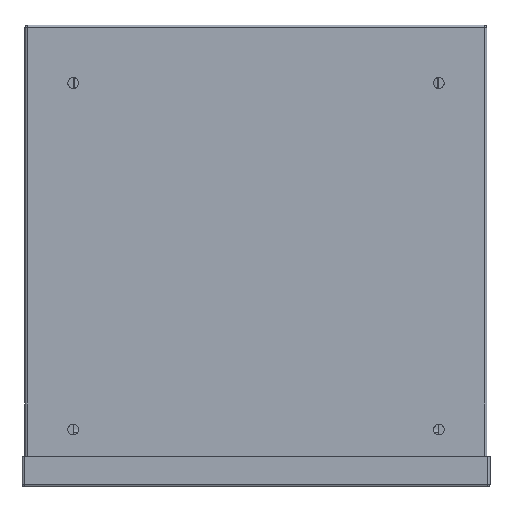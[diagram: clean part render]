
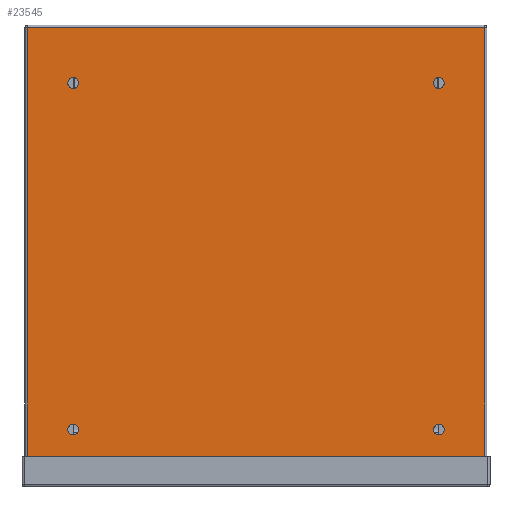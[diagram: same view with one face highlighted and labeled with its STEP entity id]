
A CAD part, front view. The second image highlights one B-rep face of the part: STEP entity #23545.
In plain terms, the highlighted planar face has unit normal (0, -1, 0).
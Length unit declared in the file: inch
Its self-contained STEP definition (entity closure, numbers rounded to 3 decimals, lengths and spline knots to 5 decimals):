
#973 = VECTOR ( 'NONE', #46481, 39.37008 ) ;
#1503 = VECTOR ( 'NONE', #5047, 39.37008 ) ;
#2232 = ORIENTED_EDGE ( 'NONE', *, *, #52218, .F. ) ;
#3244 = CARTESIAN_POINT ( 'NONE',  ( 0., 0., -5.97598 ) ) ;
#4580 = LINE ( 'NONE', #64099, #1503 ) ;
#5047 = DIRECTION ( 'NONE',  ( 0., 0., -1. ) ) ;
#5115 = DIRECTION ( 'NONE',  ( -1., 0., 0. ) ) ;
#7676 = CIRCLE ( 'NONE', #13891, 0.14055 ) ;
#8702 = CIRCLE ( 'NONE', #16394, 0.14055 ) ;
#9818 = DIRECTION ( 'NONE',  ( -1., 0., 0. ) ) ;
#12238 = EDGE_CURVE ( 'NONE', #40306, #40306, #8702, .T. ) ;
#12767 = CARTESIAN_POINT ( 'NONE',  ( -4.74803, 0., -10.50866 ) ) ;
#12880 = AXIS2_PLACEMENT_3D ( 'NONE', #19030, #33448, #5115 ) ;
#13891 = AXIS2_PLACEMENT_3D ( 'NONE', #35711, #43431, #36637 ) ;
#14770 = ORIENTED_EDGE ( 'NONE', *, *, #45841, .F. ) ;
#15163 = ORIENTED_EDGE ( 'NONE', *, *, #62863, .T. ) ;
#16394 = AXIS2_PLACEMENT_3D ( 'NONE', #29527, #93741, #22282 ) ;
#18113 = VERTEX_POINT ( 'NONE', #71858 ) ;
#19030 = CARTESIAN_POINT ( 'NONE',  ( -4.74803, 0., -1.50866 ) ) ;
#19378 = EDGE_CURVE ( 'NONE', #92975, #76230, #53690, .T. ) ;
#22282 = DIRECTION ( 'NONE',  ( -1., 0., 0. ) ) ;
#23224 = CARTESIAN_POINT ( 'NONE',  ( -5.94, 0., -11.95197 ) ) ;
#23545 = ADVANCED_FACE ( 'NONE', ( #83371, #77147, #68606, #62791, #91035 ), #76198, .T. ) ;
#26938 = CARTESIAN_POINT ( 'NONE',  ( 5.94, 0., -11.95197 ) ) ;
#29527 = CARTESIAN_POINT ( 'NONE',  ( 4.74803, 0., -10.50866 ) ) ;
#30612 = ORIENTED_EDGE ( 'NONE', *, *, #70648, .T. ) ;
#30625 = EDGE_LOOP ( 'NONE', ( #34602 ) ) ;
#31054 = VERTEX_POINT ( 'NONE', #82361 ) ;
#31570 = VECTOR ( 'NONE', #72502, 39.37008 ) ;
#31725 = VERTEX_POINT ( 'NONE', #23224 ) ;
#31847 = CARTESIAN_POINT ( 'NONE',  ( 5.94, 0., -0.06 ) ) ;
#32524 = DIRECTION ( 'NONE',  ( 0., -1., 0. ) ) ;
#33448 = DIRECTION ( 'NONE',  ( 0., -1., 0. ) ) ;
#33559 = CARTESIAN_POINT ( 'NONE',  ( 4.60748, 0., -10.50866 ) ) ;
#33580 = AXIS2_PLACEMENT_3D ( 'NONE', #12767, #92842, #86631 ) ;
#34278 = EDGE_LOOP ( 'NONE', ( #30612, #15163, #2232, #82985 ) ) ;
#34602 = ORIENTED_EDGE ( 'NONE', *, *, #90946, .F. ) ;
#35101 = EDGE_LOOP ( 'NONE', ( #38598 ) ) ;
#35711 = CARTESIAN_POINT ( 'NONE',  ( 4.74803, 0., -1.50866 ) ) ;
#36637 = DIRECTION ( 'NONE',  ( -1., 0., 0. ) ) ;
#37896 = EDGE_LOOP ( 'NONE', ( #48966 ) ) ;
#38412 = AXIS2_PLACEMENT_3D ( 'NONE', #3244, #32524, #61828 ) ;
#38598 = ORIENTED_EDGE ( 'NONE', *, *, #12238, .F. ) ;
#38959 = CIRCLE ( 'NONE', #12880, 0.14055 ) ;
#39596 = CARTESIAN_POINT ( 'NONE',  ( 4.60748, 0., -1.50866 ) ) ;
#40306 = VERTEX_POINT ( 'NONE', #33559 ) ;
#42973 = EDGE_LOOP ( 'NONE', ( #14770 ) ) ;
#43431 = DIRECTION ( 'NONE',  ( 0., -1., 0. ) ) ;
#45346 = LINE ( 'NONE', #53039, #88915 ) ;
#45841 = EDGE_CURVE ( 'NONE', #31054, #31054, #38959, .T. ) ;
#46481 = DIRECTION ( 'NONE',  ( 0., 0., 1. ) ) ;
#47865 = VERTEX_POINT ( 'NONE', #84245 ) ;
#48966 = ORIENTED_EDGE ( 'NONE', *, *, #49554, .F. ) ;
#49554 = EDGE_CURVE ( 'NONE', #47865, #47865, #59586, .T. ) ;
#52218 = EDGE_CURVE ( 'NONE', #92975, #31725, #66225, .T. ) ;
#53039 = CARTESIAN_POINT ( 'NONE',  ( -6., 0., -0.06 ) ) ;
#53690 = LINE ( 'NONE', #91967, #973 ) ;
#54486 = VERTEX_POINT ( 'NONE', #39596 ) ;
#57582 = CARTESIAN_POINT ( 'NONE',  ( -6., 0., -11.95197 ) ) ;
#59586 = CIRCLE ( 'NONE', #33580, 0.14055 ) ;
#61828 = DIRECTION ( 'NONE',  ( -1., 0., 0. ) ) ;
#62791 = FACE_BOUND ( 'NONE', #37896, .T. ) ;
#62863 = EDGE_CURVE ( 'NONE', #18113, #31725, #4580, .T. ) ;
#64099 = CARTESIAN_POINT ( 'NONE',  ( -5.94, 0., -11.95197 ) ) ;
#66225 = LINE ( 'NONE', #57582, #31570 ) ;
#68606 = FACE_BOUND ( 'NONE', #30625, .T. ) ;
#70648 = EDGE_CURVE ( 'NONE', #76230, #18113, #45346, .T. ) ;
#71858 = CARTESIAN_POINT ( 'NONE',  ( -5.94, 0., -0.06 ) ) ;
#72502 = DIRECTION ( 'NONE',  ( -1., 0., 0. ) ) ;
#76198 = PLANE ( 'NONE',  #38412 ) ;
#76230 = VERTEX_POINT ( 'NONE', #31847 ) ;
#77147 = FACE_BOUND ( 'NONE', #35101, .T. ) ;
#82361 = CARTESIAN_POINT ( 'NONE',  ( -4.88858, 0., -1.50866 ) ) ;
#82985 = ORIENTED_EDGE ( 'NONE', *, *, #19378, .T. ) ;
#83371 = FACE_BOUND ( 'NONE', #42973, .T. ) ;
#84245 = CARTESIAN_POINT ( 'NONE',  ( -4.88858, 0., -10.50866 ) ) ;
#86631 = DIRECTION ( 'NONE',  ( -1., 0., 0. ) ) ;
#88915 = VECTOR ( 'NONE', #9818, 39.37008 ) ;
#90946 = EDGE_CURVE ( 'NONE', #54486, #54486, #7676, .T. ) ;
#91035 = FACE_OUTER_BOUND ( 'NONE', #34278, .T. ) ;
#91967 = CARTESIAN_POINT ( 'NONE',  ( 5.94, 0., 0. ) ) ;
#92842 = DIRECTION ( 'NONE',  ( 0., -1., 0. ) ) ;
#92975 = VERTEX_POINT ( 'NONE', #26938 ) ;
#93741 = DIRECTION ( 'NONE',  ( 0., -1., 0. ) ) ;
